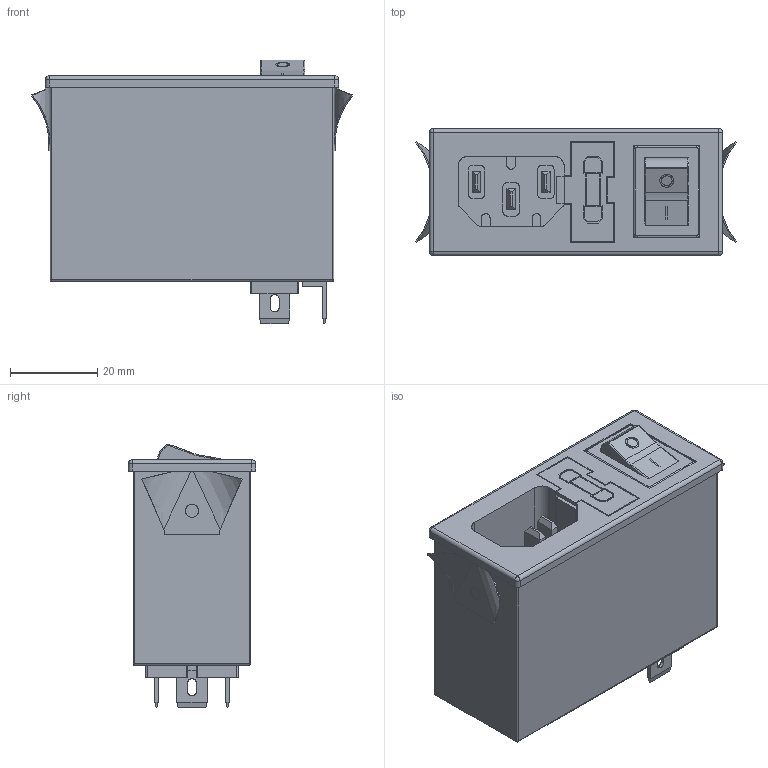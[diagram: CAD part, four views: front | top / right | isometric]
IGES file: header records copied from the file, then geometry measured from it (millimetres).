
Start section: SolidWorks IGES file using analytic representation for surfaces
Global section: file name: 83510031.IGS; native system: SolidWorks 2007; preprocessor: SolidWorks 2007; author: rmarsh; date: 070806.163404; units: millimetre
Bounding box: 73.66 x 29.2 x 60.52 mm (x, y, z)
Surface area: 19043.6 mm2 (no closed solid volume)
Topology: 0 solids, 0 shells, 341 faces, 2776 edges, 2765 vertices
Faces by surface type: bspline 245, revolution 96
